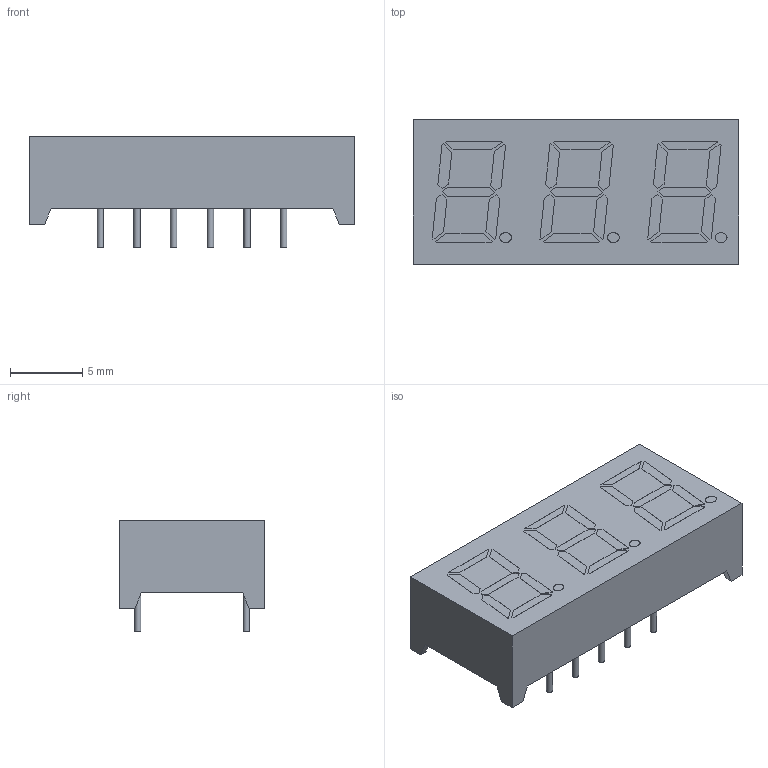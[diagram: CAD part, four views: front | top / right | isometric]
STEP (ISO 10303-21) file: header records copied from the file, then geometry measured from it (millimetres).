
FILE_DESCRIPTION(/* description */ (''),/* implementation_level */ '2;1');
FILE_NAME(/* name */ '7-Segment - 2832AW (leads trimmed) v2.step',/* time_stamp */ '2023-08-19T21:12:02-05:00',/* author */ (''),/* organization */ (''),/* preprocessor_version */ 'ST-DEVELOPER v20',/* originating_system */ 'Autodesk Translation Framework v12.9.0.99',/* authorisation */ '');
FILE_SCHEMA (('AUTOMOTIVE_DESIGN { 1 0 10303 214 3 1 1 }'));
Length unit declared in the file: millimetre
Products named in the file (1): 7-Segment - 2832AW (leads trimmed)
Bounding box: 22.5 x 10 x 7.7 mm (x, y, z)
Volume: 1133.8 mm3; surface area: 839.6 mm2
Topology: 1 solids, 1 shells, 204 faces, 501 edges, 334 vertices
Faces by surface type: plane 187, cylinder 11, bspline 6
Full cylindrical faces by diameter (mm): 0.45 x11
Entity records: 5997 total; most frequent: CARTESIAN_POINT 1094, ORIENTED_EDGE 1002, DIRECTION 933, EDGE_CURVE 501, LINE 467, VECTOR 467, VERTEX_POINT 334, EDGE_LOOP 239
